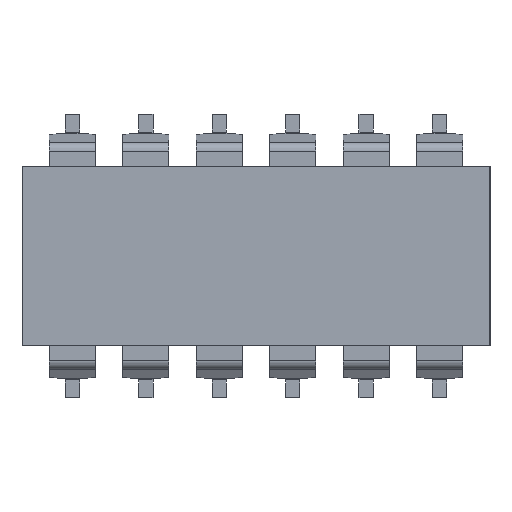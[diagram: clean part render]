
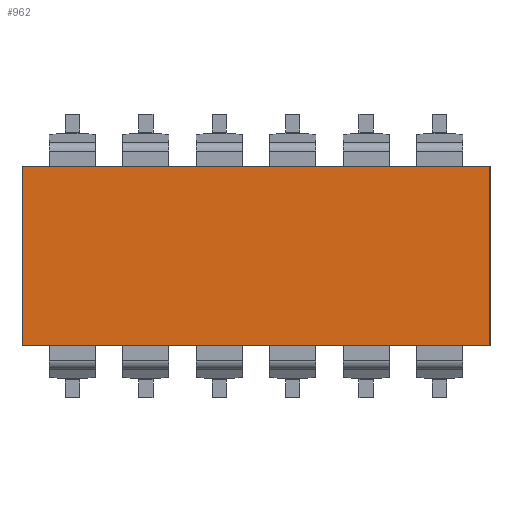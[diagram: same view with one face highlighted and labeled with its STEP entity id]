
A CAD part, top view. The second image highlights one B-rep face of the part: STEP entity #962.
In plain terms, the highlighted planar face has unit normal (0, 0, 1).
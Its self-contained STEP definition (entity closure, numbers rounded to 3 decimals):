
#962 = ADVANCED_FACE( '', ( #2091 ), #2092, .T. );
#2091 = FACE_OUTER_BOUND( '', #3524, .T. );
#2092 = PLANE( '', #3525 );
#3524 = EDGE_LOOP( '', ( #5623, #5624, #5625, #5626 ) );
#3525 = AXIS2_PLACEMENT_3D( '', #5627, #5628, #5629 );
#5623 = ORIENTED_EDGE( '', *, *, #9720, .T. );
#5624 = ORIENTED_EDGE( '', *, *, #9721, .T. );
#5625 = ORIENTED_EDGE( '', *, *, #9722, .T. );
#5626 = ORIENTED_EDGE( '', *, *, #9723, .T. );
#5627 = CARTESIAN_POINT( '', ( 0., 0., 0. ) );
#5628 = DIRECTION( '', ( 0., 0., 1. ) );
#5629 = DIRECTION( '', ( 1., 0., 0. ) );
#9720 = EDGE_CURVE( '', #11781, #11782, #11783, .T. );
#9721 = EDGE_CURVE( '', #11782, #11784, #11785, .T. );
#9722 = EDGE_CURVE( '', #11784, #11786, #11787, .T. );
#9723 = EDGE_CURVE( '', #11786, #11781, #11788, .T. );
#11781 = VERTEX_POINT( '', #15035 );
#11782 = VERTEX_POINT( '', #15036 );
#11783 = LINE( '', #15037, #15038 );
#11784 = VERTEX_POINT( '', #15039 );
#11785 = LINE( '', #15040, #15041 );
#11786 = VERTEX_POINT( '', #15042 );
#11787 = LINE( '', #15043, #15044 );
#11788 = LINE( '', #15045, #15046 );
#15035 = CARTESIAN_POINT( '', ( -8.09, 3.1, 0. ) );
#15036 = CARTESIAN_POINT( '', ( -8.09, -3.1, 0. ) );
#15037 = CARTESIAN_POINT( '', ( -8.09, 3.1, 0. ) );
#15038 = VECTOR( '', #17923, 1000. );
#15039 = CARTESIAN_POINT( '', ( 8.09, -3.1, 0. ) );
#15040 = CARTESIAN_POINT( '', ( -8.09, -3.1, 0. ) );
#15041 = VECTOR( '', #17924, 1000. );
#15042 = CARTESIAN_POINT( '', ( 8.09, 3.1, 0. ) );
#15043 = CARTESIAN_POINT( '', ( 8.09, -3.1, 0. ) );
#15044 = VECTOR( '', #17925, 1000. );
#15045 = CARTESIAN_POINT( '', ( 8.09, 3.1, 0. ) );
#15046 = VECTOR( '', #17926, 1000. );
#17923 = DIRECTION( '', ( 0., -1., 0. ) );
#17924 = DIRECTION( '', ( 1., 0., 0. ) );
#17925 = DIRECTION( '', ( 0., 1., 0. ) );
#17926 = DIRECTION( '', ( -1., 0., 0. ) );
